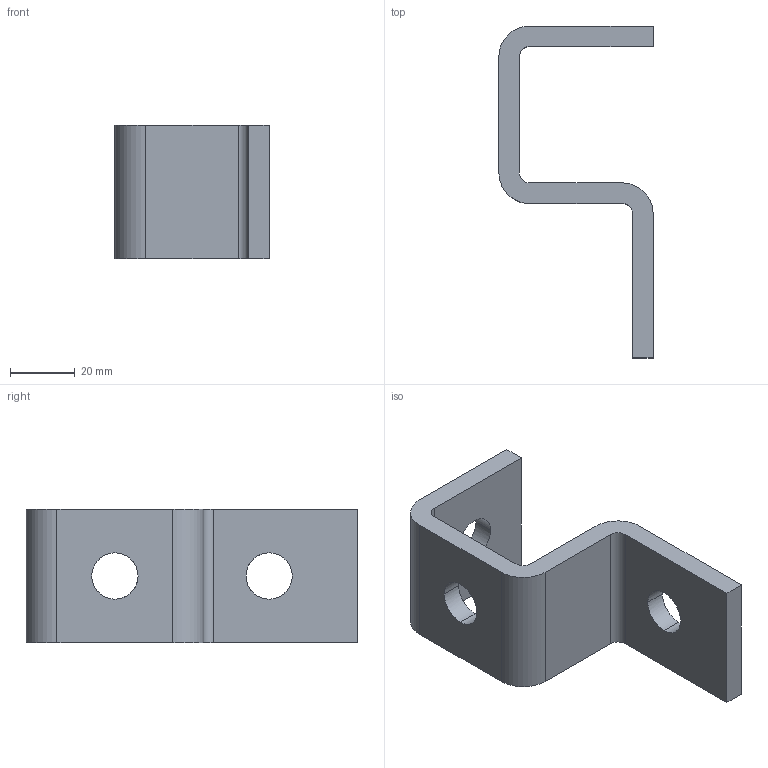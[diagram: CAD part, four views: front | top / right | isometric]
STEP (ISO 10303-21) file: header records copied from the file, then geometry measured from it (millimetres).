
FILE_DESCRIPTION(('TurboCAD Mac Pro'),'Build 980');
FILE_NAME('P1046A.stp',' ',(''),(''),'ACIS Interop','IMSI','TurboCAD Mac Pro BY IMSI, INCORPORATED');
FILE_SCHEMA(('automotive_design'));
Length unit declared in the file: inch
Products named in the file (2): 1; 2
Bounding box: 47.62 x 102.39 x 41.27 mm (x, y, z)
Volume: 43272.7 mm3; surface area: 17253.7 mm2
Topology: 1 solids, 1 shells, 30 faces, 84 edges, 56 vertices
Faces by surface type: bspline 18, plane 12
Entity records: 1548 total; most frequent: CARTESIAN_POINT 440, ORIENTED_EDGE 168, DIRECTION 86, EDGE_CURVE 84, LINE 58, VECTOR 58, VERTEX_POINT 56, STYLED_ITEM 47
